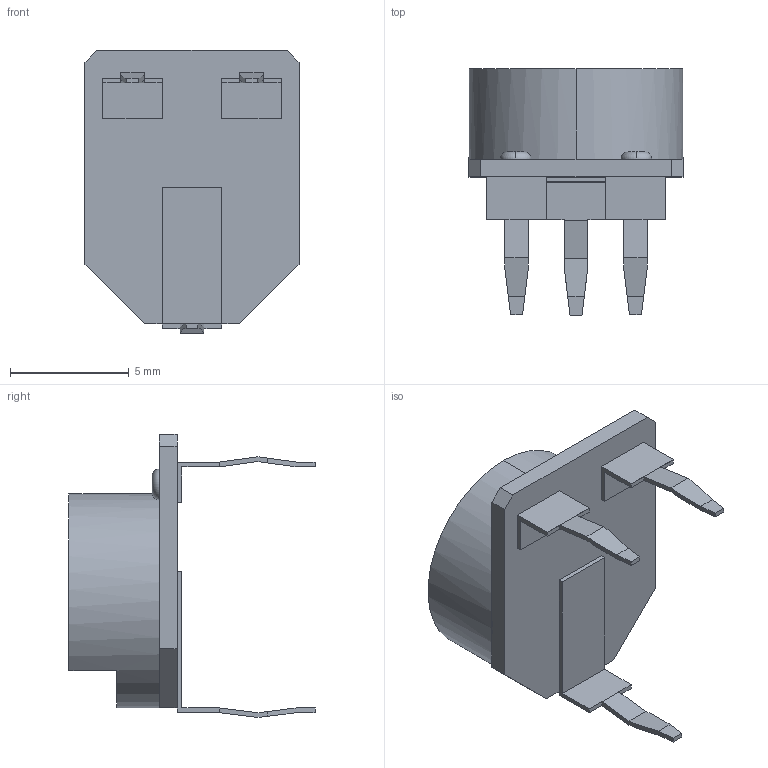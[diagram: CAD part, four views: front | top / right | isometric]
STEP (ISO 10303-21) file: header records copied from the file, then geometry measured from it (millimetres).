
FILE_DESCRIPTION (( 'STEP AP214' ), '1' );
FILE_NAME ('User Library-3319P-1 Trim pot.STEP', '2013-07-03T10:06:05', ( 'Windows User' ), ( '' ), 'SwSTEP 2.0', 'SolidWorks 2013', '' );
FILE_SCHEMA (( 'AUTOMOTIVE_DESIGN' ));
Length unit declared in the file: millimetre
Products named in the file (1): User Library-3319P-1 Trim pot
Bounding box: 9 x 10.35 x 11.9 mm (x, y, z)
Volume: 298.3 mm3; surface area: 416.3 mm2
Topology: 1 solids, 1 shells, 117 faces, 310 edges, 204 vertices
Faces by surface type: plane 105, cylinder 8, torus 4
Entity records: 4519 total; most frequent: CARTESIAN_POINT 632, ORIENTED_EDGE 620, DIRECTION 578, EDGE_CURVE 310, LINE 278, VECTOR 278, VERTEX_POINT 204, AXIS2_PLACEMENT_3D 150
